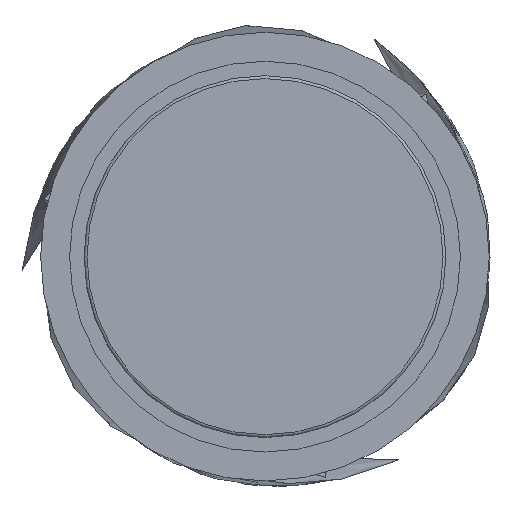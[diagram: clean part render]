
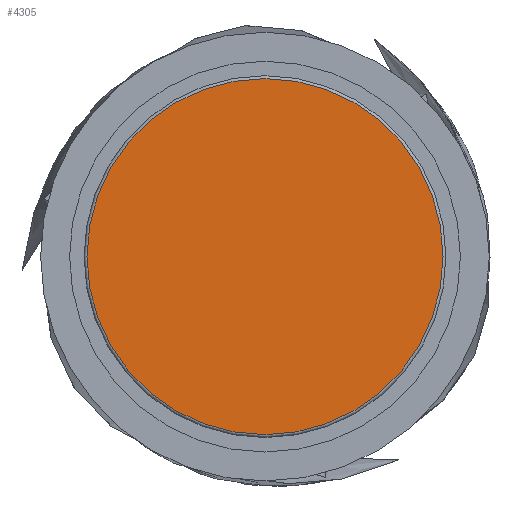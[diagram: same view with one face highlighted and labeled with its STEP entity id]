
A CAD part, front view. The second image highlights one B-rep face of the part: STEP entity #4305.
In plain terms, the highlighted planar face has unit normal (0, -1, 0).
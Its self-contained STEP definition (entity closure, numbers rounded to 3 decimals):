
#190=PLANE('',#4538);
#1428=FACE_OUTER_BOUND('',#1633,.T.);
#1633=EDGE_LOOP('',(#2992));
#1873=CIRCLE('',#4532,12.3);
#1882=VERTEX_POINT('',#5678);
#2322=EDGE_CURVE('',#1882,#1882,#1873,.T.);
#2992=ORIENTED_EDGE('',*,*,#2322,.F.);
#4305=ADVANCED_FACE('',(#1428),#190,.T.);
#4532=AXIS2_PLACEMENT_3D('',#5679,#4743,#4744);
#4538=AXIS2_PLACEMENT_3D('',#5689,#4756,#4757);
#4743=DIRECTION('center_axis',(0.,1.,0.));
#4744=DIRECTION('ref_axis',(-1.,0.,0.));
#4756=DIRECTION('center_axis',(0.,-1.,0.));
#4757=DIRECTION('ref_axis',(0.,0.,-1.));
#5678=CARTESIAN_POINT('',(0.,1.,12.3));
#5679=CARTESIAN_POINT('Origin',(0.,1.,0.));
#5689=CARTESIAN_POINT('Origin',(0.,1.,0.));
